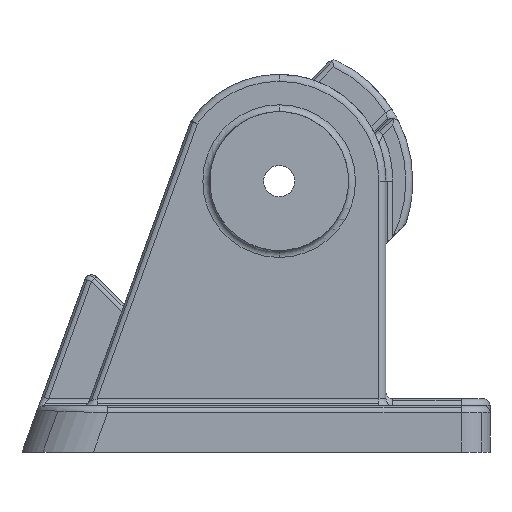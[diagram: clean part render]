
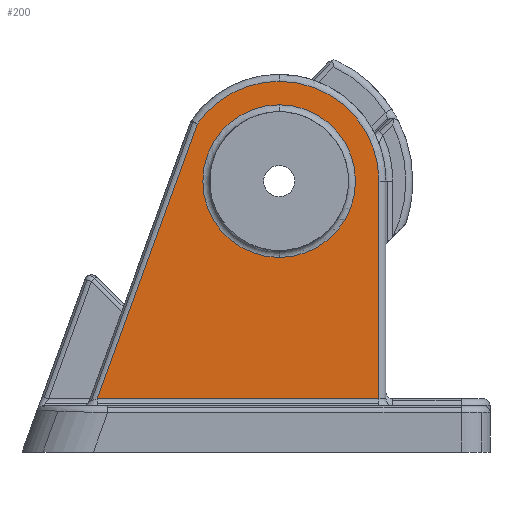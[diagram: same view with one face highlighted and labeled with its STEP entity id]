
A CAD part, left-side view. The second image highlights one B-rep face of the part: STEP entity #200.
In plain terms, the highlighted planar face has unit normal (-1, 0, 0).
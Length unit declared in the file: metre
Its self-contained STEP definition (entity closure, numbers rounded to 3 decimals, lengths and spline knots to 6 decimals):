
#200=ADVANCED_FACE('0:155',(#665,#666),#667,.F.);
#665=FACE_BOUND('',#1960,.T.);
#666=FACE_OUTER_BOUND('',#1961,.T.);
#667=PLANE('',#1962);
#1960=EDGE_LOOP('',(#9289,#9290));
#1961=EDGE_LOOP('',(#9291,#9292,#9293,#9294,#9295));
#1962=AXIS2_PLACEMENT_3D('',#9296,#9297,#9298);
#9289=ORIENTED_EDGE('',*,*,#11175,.F.);
#9290=ORIENTED_EDGE('',*,*,#10673,.F.);
#9291=ORIENTED_EDGE('',*,*,#11158,.F.);
#9292=ORIENTED_EDGE('',*,*,#11176,.F.);
#9293=ORIENTED_EDGE('',*,*,#11177,.F.);
#9294=ORIENTED_EDGE('',*,*,#10683,.F.);
#9295=ORIENTED_EDGE('',*,*,#11173,.F.);
#9296=CARTESIAN_POINT('',(-0.050226,-0.03589,0.011185));
#9297=DIRECTION('',(1.0,0.,0.));
#9298=DIRECTION('',(0.,-1.0,0.0));
#10673=EDGE_CURVE('0:1025',#11493,#11496,#11497,.T.);
#10683=EDGE_CURVE('0:1031',#11512,#11508,#11514,.T.);
#11158=EDGE_CURVE('0:971',#12366,#12369,#12370,.T.);
#11173=EDGE_CURVE('0:1019',#12369,#11512,#12390,.T.);
#11175=EDGE_CURVE('0:1025',#11496,#11493,#12392,.T.);
#11176=EDGE_CURVE('0:1028',#12393,#12366,#12394,.T.);
#11177=EDGE_CURVE('0:1031',#11508,#12393,#12395,.T.);
#11493=VERTEX_POINT('',#12797);
#11496=VERTEX_POINT('',#12800);
#11497=CIRCLE('',#12801,0.0066);
#11508=VERTEX_POINT('',#12814);
#11512=VERTEX_POINT('',#12818);
#11514=CIRCLE('',#12820,0.008631);
#12366=VERTEX_POINT('',#14245);
#12369=VERTEX_POINT('',#14248);
#12370=LINE('',#14249,#14250);
#12390=LINE('',#14278,#14279);
#12392=CIRCLE('',#14281,0.0066);
#12393=VERTEX_POINT('',#14282);
#12394=LINE('',#14283,#14284);
#12395=CIRCLE('',#14285,0.008631);
#12797=CARTESIAN_POINT('',(-0.050226,-0.01664,0.042056));
#12800=CARTESIAN_POINT('',(-0.050226,-0.01664,0.028856));
#12801=AXIS2_PLACEMENT_3D('',#15273,#15274,#15275);
#12814=CARTESIAN_POINT('',(-0.050226,-0.01664,0.044087));
#12818=CARTESIAN_POINT('',(-0.050226,-0.009559,0.04039));
#12820=AXIS2_PLACEMENT_3D('',#15299,#15300,#15301);
#14245=CARTESIAN_POINT('',(-0.050226,-0.025271,0.016625));
#14248=CARTESIAN_POINT('',(-0.050226,-0.000909,0.016625));
#14249=CARTESIAN_POINT('',(-0.050226,-0.023194,0.016625));
#14250=VECTOR('',#16228,1.0);
#14278=CARTESIAN_POINT('',(-0.050226,-0.004971,0.027786));
#14279=VECTOR('',#16255,1.0);
#14281=AXIS2_PLACEMENT_3D('',#16259,#16260,#16261);
#14282=CARTESIAN_POINT('',(-0.050226,-0.025271,0.035456));
#14283=CARTESIAN_POINT('',(-0.050226,-0.025271,0.011185));
#14284=VECTOR('',#16262,0.0006);
#14285=AXIS2_PLACEMENT_3D('',#16263,#16264,#16265);
#15273=CARTESIAN_POINT('',(-0.050226,-0.01664,0.035456));
#15274=DIRECTION('',(-1.0,0.,0.));
#15275=DIRECTION('',(0.,0.0,1.0));
#15299=CARTESIAN_POINT('',(-0.050226,-0.01664,0.035456));
#15300=DIRECTION('',(1.0,0.,0.));
#15301=DIRECTION('',(0.,-0.386,0.923));
#16228=DIRECTION('',(0.,1.0,0.0));
#16255=DIRECTION('',(0.,-0.342,0.94));
#16259=CARTESIAN_POINT('',(-0.050226,-0.01664,0.035456));
#16260=DIRECTION('',(-1.0,0.,0.));
#16261=DIRECTION('',(0.,0.0,1.0));
#16262=DIRECTION('',(0.,0.,-1.0));
#16263=CARTESIAN_POINT('',(-0.050226,-0.01664,0.035456));
#16264=DIRECTION('',(1.0,0.,0.));
#16265=DIRECTION('',(0.,-0.386,0.923));
